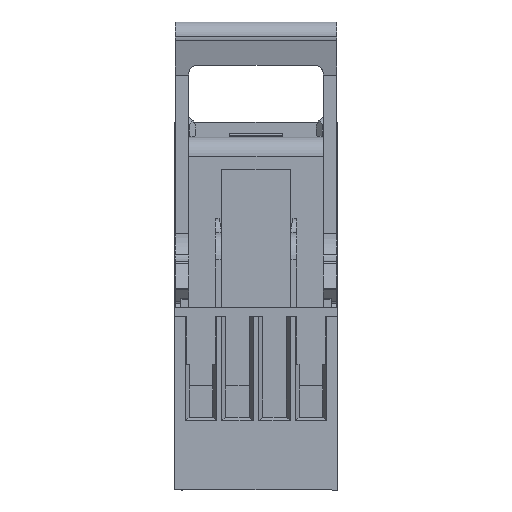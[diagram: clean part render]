
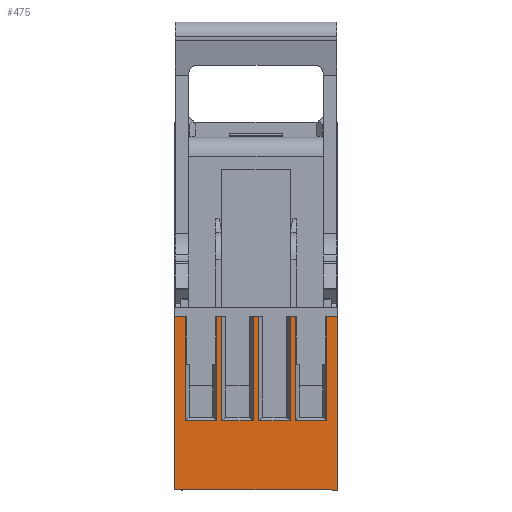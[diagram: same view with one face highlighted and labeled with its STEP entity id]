
A CAD part, front view. The second image highlights one B-rep face of the part: STEP entity #475.
In plain terms, the highlighted planar face has unit normal (0, -1, 0).
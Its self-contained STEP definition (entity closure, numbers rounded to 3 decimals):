
#327=AXIS2_PLACEMENT_3D('Plane Axis2P3D',#324,#325,#326) ;
#49=CARTESIAN_POINT('Vertex',(27.2,0.,0.)) ;
#52=CARTESIAN_POINT('Line Origine',(13.6,0.,0.)) ;
#56=CARTESIAN_POINT('Vertex',(0.,0.,0.)) ;
#148=CARTESIAN_POINT('Vertex',(27.2,0.,29.)) ;
#151=CARTESIAN_POINT('Line Origine',(27.2,0.,14.5)) ;
#324=CARTESIAN_POINT('Axis2P3D Location',(13.6,0.,61.5)) ;
#329=CARTESIAN_POINT('Line Origine',(26.318,0.,29.)) ;
#333=CARTESIAN_POINT('Vertex',(25.435,0.,29.)) ;
#336=CARTESIAN_POINT('Line Origine',(25.435,0.,20.282)) ;
#340=CARTESIAN_POINT('Vertex',(25.435,0.,11.565)) ;
#343=CARTESIAN_POINT('Line Origine',(22.8,0.,11.565)) ;
#347=CARTESIAN_POINT('Vertex',(20.165,0.,11.565)) ;
#350=CARTESIAN_POINT('Line Origine',(20.165,0.,20.282)) ;
#354=CARTESIAN_POINT('Vertex',(20.165,0.,29.)) ;
#357=CARTESIAN_POINT('Line Origine',(19.75,0.,29.)) ;
#361=CARTESIAN_POINT('Vertex',(19.335,0.,29.)) ;
#364=CARTESIAN_POINT('Line Origine',(19.335,0.,20.282)) ;
#368=CARTESIAN_POINT('Vertex',(19.335,0.,11.565)) ;
#371=CARTESIAN_POINT('Line Origine',(16.7,0.,11.565)) ;
#375=CARTESIAN_POINT('Vertex',(14.065,0.,11.565)) ;
#378=CARTESIAN_POINT('Line Origine',(14.065,0.,20.282)) ;
#382=CARTESIAN_POINT('Vertex',(14.065,0.,29.)) ;
#385=CARTESIAN_POINT('Line Origine',(13.6,0.,29.)) ;
#389=CARTESIAN_POINT('Vertex',(13.135,0.,29.)) ;
#392=CARTESIAN_POINT('Line Origine',(13.135,0.,20.282)) ;
#396=CARTESIAN_POINT('Vertex',(13.135,0.,11.565)) ;
#399=CARTESIAN_POINT('Line Origine',(10.5,0.,11.565)) ;
#403=CARTESIAN_POINT('Vertex',(7.865,0.,11.565)) ;
#406=CARTESIAN_POINT('Line Origine',(7.865,0.,20.282)) ;
#410=CARTESIAN_POINT('Vertex',(7.865,0.,29.)) ;
#413=CARTESIAN_POINT('Line Origine',(7.45,0.,29.)) ;
#417=CARTESIAN_POINT('Vertex',(7.035,0.,29.)) ;
#420=CARTESIAN_POINT('Line Origine',(7.035,0.,20.282)) ;
#424=CARTESIAN_POINT('Vertex',(7.035,0.,11.565)) ;
#427=CARTESIAN_POINT('Line Origine',(4.4,0.,11.565)) ;
#431=CARTESIAN_POINT('Vertex',(1.765,0.,11.565)) ;
#434=CARTESIAN_POINT('Line Origine',(1.765,0.,20.282)) ;
#438=CARTESIAN_POINT('Vertex',(1.765,0.,29.)) ;
#441=CARTESIAN_POINT('Line Origine',(0.882,0.,29.)) ;
#445=CARTESIAN_POINT('Vertex',(0.,0.,29.)) ;
#448=CARTESIAN_POINT('Line Origine',(0.,0.,14.5)) ;
#53=DIRECTION('Vector Direction',(-1.,0.,0.)) ;
#152=DIRECTION('Vector Direction',(0.,0.,1.)) ;
#325=DIRECTION('Axis2P3D Direction',(0.,1.,0.)) ;
#326=DIRECTION('Axis2P3D XDirection',(-1.,0.,0.)) ;
#330=DIRECTION('Vector Direction',(-1.,0.,0.)) ;
#337=DIRECTION('Vector Direction',(0.,0.,-1.)) ;
#344=DIRECTION('Vector Direction',(-1.,0.,0.)) ;
#351=DIRECTION('Vector Direction',(0.,0.,1.)) ;
#358=DIRECTION('Vector Direction',(-1.,0.,0.)) ;
#365=DIRECTION('Vector Direction',(0.,0.,-1.)) ;
#372=DIRECTION('Vector Direction',(-1.,0.,0.)) ;
#379=DIRECTION('Vector Direction',(0.,0.,1.)) ;
#386=DIRECTION('Vector Direction',(-1.,0.,0.)) ;
#393=DIRECTION('Vector Direction',(0.,0.,-1.)) ;
#400=DIRECTION('Vector Direction',(-1.,0.,0.)) ;
#407=DIRECTION('Vector Direction',(0.,0.,1.)) ;
#414=DIRECTION('Vector Direction',(-1.,0.,0.)) ;
#421=DIRECTION('Vector Direction',(0.,0.,-1.)) ;
#428=DIRECTION('Vector Direction',(-1.,0.,0.)) ;
#435=DIRECTION('Vector Direction',(0.,0.,1.)) ;
#442=DIRECTION('Vector Direction',(1.,0.,0.)) ;
#449=DIRECTION('Vector Direction',(0.,0.,-1.)) ;
#54=VECTOR('Line Direction',#53,1.) ;
#153=VECTOR('Line Direction',#152,1.) ;
#331=VECTOR('Line Direction',#330,1.) ;
#338=VECTOR('Line Direction',#337,1.) ;
#345=VECTOR('Line Direction',#344,1.) ;
#352=VECTOR('Line Direction',#351,1.) ;
#359=VECTOR('Line Direction',#358,1.) ;
#366=VECTOR('Line Direction',#365,1.) ;
#373=VECTOR('Line Direction',#372,1.) ;
#380=VECTOR('Line Direction',#379,1.) ;
#387=VECTOR('Line Direction',#386,1.) ;
#394=VECTOR('Line Direction',#393,1.) ;
#401=VECTOR('Line Direction',#400,1.) ;
#408=VECTOR('Line Direction',#407,1.) ;
#415=VECTOR('Line Direction',#414,1.) ;
#422=VECTOR('Line Direction',#421,1.) ;
#429=VECTOR('Line Direction',#428,1.) ;
#436=VECTOR('Line Direction',#435,1.) ;
#443=VECTOR('Line Direction',#442,1.) ;
#450=VECTOR('Line Direction',#449,1.) ;
#454=ORIENTED_EDGE('',*,*,#58,.F.) ;
#455=ORIENTED_EDGE('',*,*,#155,.T.) ;
#456=ORIENTED_EDGE('',*,*,#335,.T.) ;
#457=ORIENTED_EDGE('',*,*,#342,.T.) ;
#458=ORIENTED_EDGE('',*,*,#349,.T.) ;
#459=ORIENTED_EDGE('',*,*,#356,.T.) ;
#460=ORIENTED_EDGE('',*,*,#363,.T.) ;
#461=ORIENTED_EDGE('',*,*,#370,.T.) ;
#462=ORIENTED_EDGE('',*,*,#377,.T.) ;
#463=ORIENTED_EDGE('',*,*,#384,.T.) ;
#464=ORIENTED_EDGE('',*,*,#391,.T.) ;
#465=ORIENTED_EDGE('',*,*,#398,.T.) ;
#466=ORIENTED_EDGE('',*,*,#405,.T.) ;
#467=ORIENTED_EDGE('',*,*,#412,.T.) ;
#468=ORIENTED_EDGE('',*,*,#419,.T.) ;
#469=ORIENTED_EDGE('',*,*,#426,.T.) ;
#470=ORIENTED_EDGE('',*,*,#433,.T.) ;
#471=ORIENTED_EDGE('',*,*,#440,.T.) ;
#472=ORIENTED_EDGE('',*,*,#447,.F.) ;
#473=ORIENTED_EDGE('',*,*,#452,.T.) ;
#475=ADVANCED_FACE('SOCKEL',(#474),#328,.F.) ;
#58=EDGE_CURVE('',#50,#57,#55,.T.) ;
#155=EDGE_CURVE('',#50,#149,#154,.T.) ;
#335=EDGE_CURVE('',#149,#334,#332,.T.) ;
#342=EDGE_CURVE('',#334,#341,#339,.T.) ;
#349=EDGE_CURVE('',#341,#348,#346,.T.) ;
#356=EDGE_CURVE('',#348,#355,#353,.T.) ;
#363=EDGE_CURVE('',#355,#362,#360,.T.) ;
#370=EDGE_CURVE('',#362,#369,#367,.T.) ;
#377=EDGE_CURVE('',#369,#376,#374,.T.) ;
#384=EDGE_CURVE('',#376,#383,#381,.T.) ;
#391=EDGE_CURVE('',#383,#390,#388,.T.) ;
#398=EDGE_CURVE('',#390,#397,#395,.T.) ;
#405=EDGE_CURVE('',#397,#404,#402,.T.) ;
#412=EDGE_CURVE('',#404,#411,#409,.T.) ;
#419=EDGE_CURVE('',#411,#418,#416,.T.) ;
#426=EDGE_CURVE('',#418,#425,#423,.T.) ;
#433=EDGE_CURVE('',#425,#432,#430,.T.) ;
#440=EDGE_CURVE('',#432,#439,#437,.T.) ;
#447=EDGE_CURVE('',#446,#439,#444,.T.) ;
#452=EDGE_CURVE('',#446,#57,#451,.T.) ;
#453=EDGE_LOOP('',(#454,#455,#456,#457,#458,#459,#460,#461,#462,#463,#464,#465,#466,#467,#468,#469,#470,#471,#472,#473)) ;
#474=FACE_OUTER_BOUND('',#453,.T.) ;
#55=LINE('Line',#52,#54) ;
#154=LINE('Line',#151,#153) ;
#332=LINE('Line',#329,#331) ;
#339=LINE('Line',#336,#338) ;
#346=LINE('Line',#343,#345) ;
#353=LINE('Line',#350,#352) ;
#360=LINE('Line',#357,#359) ;
#367=LINE('Line',#364,#366) ;
#374=LINE('Line',#371,#373) ;
#381=LINE('Line',#378,#380) ;
#388=LINE('Line',#385,#387) ;
#395=LINE('Line',#392,#394) ;
#402=LINE('Line',#399,#401) ;
#409=LINE('Line',#406,#408) ;
#416=LINE('Line',#413,#415) ;
#423=LINE('Line',#420,#422) ;
#430=LINE('Line',#427,#429) ;
#437=LINE('Line',#434,#436) ;
#444=LINE('Line',#441,#443) ;
#451=LINE('Line',#448,#450) ;
#328=PLANE('',#327) ;
#50=VERTEX_POINT('',#49) ;
#57=VERTEX_POINT('',#56) ;
#149=VERTEX_POINT('',#148) ;
#334=VERTEX_POINT('',#333) ;
#341=VERTEX_POINT('',#340) ;
#348=VERTEX_POINT('',#347) ;
#355=VERTEX_POINT('',#354) ;
#362=VERTEX_POINT('',#361) ;
#369=VERTEX_POINT('',#368) ;
#376=VERTEX_POINT('',#375) ;
#383=VERTEX_POINT('',#382) ;
#390=VERTEX_POINT('',#389) ;
#397=VERTEX_POINT('',#396) ;
#404=VERTEX_POINT('',#403) ;
#411=VERTEX_POINT('',#410) ;
#418=VERTEX_POINT('',#417) ;
#425=VERTEX_POINT('',#424) ;
#432=VERTEX_POINT('',#431) ;
#439=VERTEX_POINT('',#438) ;
#446=VERTEX_POINT('',#445) ;
